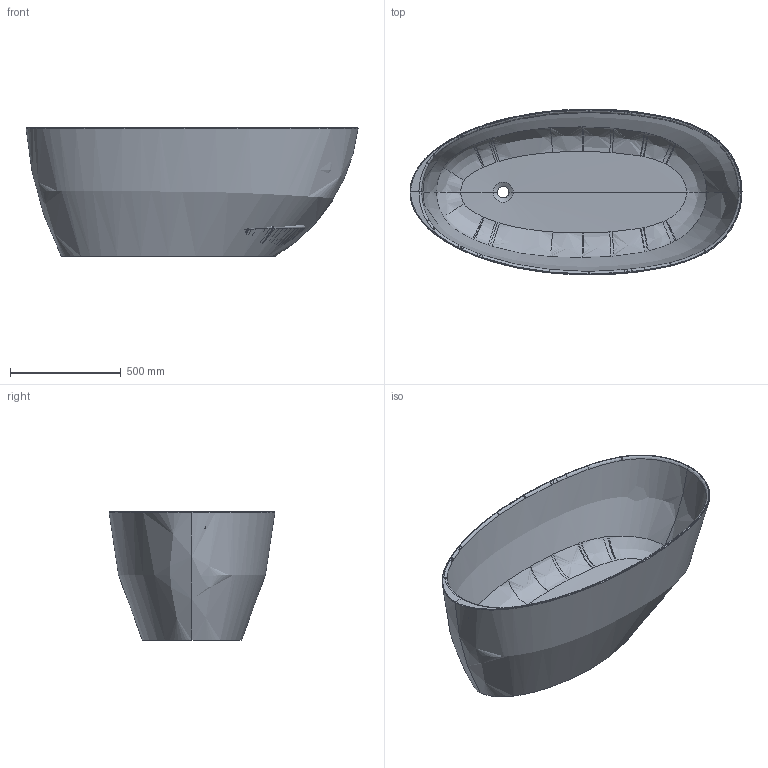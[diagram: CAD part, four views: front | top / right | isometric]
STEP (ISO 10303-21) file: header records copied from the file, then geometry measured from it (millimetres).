
FILE_DESCRIPTION (( 'STEP AP203' ), '1' );
FILE_NAME ('CAL-MIN-BW.STEP', '2022-10-26T10:46:26', ( '' ), ( '' ), 'SwSTEP 2.0', 'SolidWorks 2022', '' );
FILE_SCHEMA (( 'CONFIG_CONTROL_DESIGN' ));
Length unit declared in the file: millimetre
Products named in the file (1): CAL-MIN-BW
Bounding box: 1499.37 x 749.19 x 580 mm (x, y, z)
Volume: 52997895.8 mm3; surface area: 4689171 mm2
Topology: 1 solids, 1 shells, 331 faces, 903 edges, 575 vertices
Faces by surface type: bspline 313, plane 7, cone 6, cylinder 5
Entity records: 29250 total; most frequent: CARTESIAN_POINT 24020, ORIENTED_EDGE 1770, EDGE_CURVE 885, B_SPLINE_CURVE_WITH_KNOTS 575, VERTEX_POINT 573, EDGE_LOOP 318, ADVANCED_FACE 315, FACE_OUTER_BOUND 315
